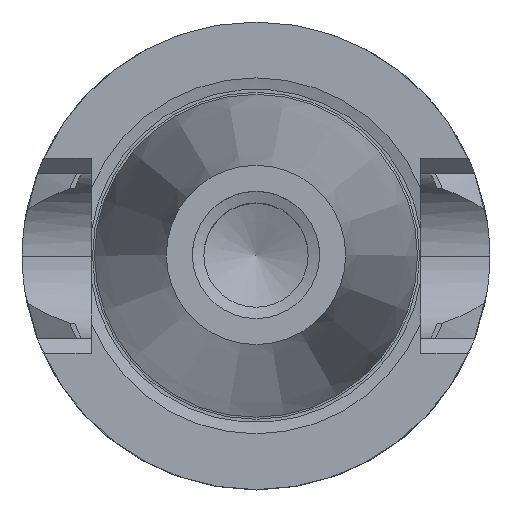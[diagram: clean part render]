
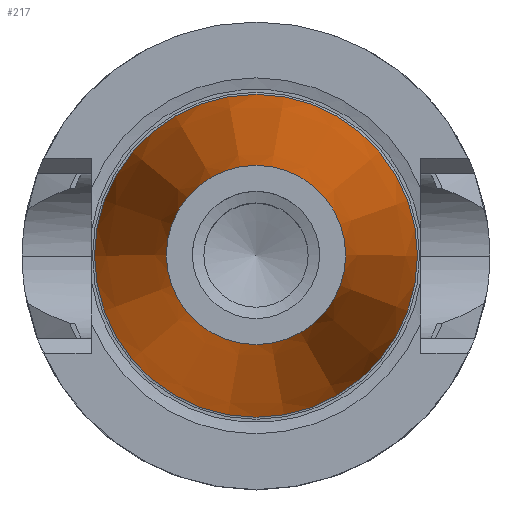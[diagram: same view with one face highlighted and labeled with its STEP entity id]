
A CAD part, top view. The second image highlights one B-rep face of the part: STEP entity #217.
In plain terms, the highlighted conical face has half-angle 8.298 degrees and reference radius 8.816 mm.
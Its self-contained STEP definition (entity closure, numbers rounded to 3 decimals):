
#187=CONICAL_SURFACE('',#895,8.816,8.298);
#217=ADVANCED_FACE('',(#296,#297),#187,.T.);
#296=FACE_BOUND('',#334,.T.);
#297=FACE_BOUND('',#335,.T.);
#334=EDGE_LOOP('',(#404));
#335=EDGE_LOOP('',(#405));
#404=ORIENTED_EDGE('',*,*,#712,.T.);
#405=ORIENTED_EDGE('',*,*,#710,.F.);
#627=VERTEX_POINT('',#1242);
#629=VERTEX_POINT('',#1248);
#710=EDGE_CURVE('',#627,#627,#824,.T.);
#712=EDGE_CURVE('',#629,#629,#826,.T.);
#824=CIRCLE('',#889,15.875);
#826=CIRCLE('',#893,8.816);
#889=AXIS2_PLACEMENT_3D('',#1241,#1001,#1002);
#893=AXIS2_PLACEMENT_3D('',#1247,#1009,#1010);
#895=AXIS2_PLACEMENT_3D('',#1250,#1013,#1014);
#1001=DIRECTION('',(0.,0.,-1.));
#1002=DIRECTION('',(-1.,0.,0.));
#1009=DIRECTION('',(0.,0.,-1.));
#1010=DIRECTION('',(-1.,0.,0.));
#1013=DIRECTION('',(0.,0.,-1.));
#1014=DIRECTION('',(-1.,0.,0.));
#1241=CARTESIAN_POINT('',(0.,0.,0.));
#1242=CARTESIAN_POINT('',(-15.875,0.,0.));
#1247=CARTESIAN_POINT('',(0.,0.,48.4));
#1248=CARTESIAN_POINT('',(-8.816,0.,48.4));
#1250=CARTESIAN_POINT('',(0.,0.,48.4));
